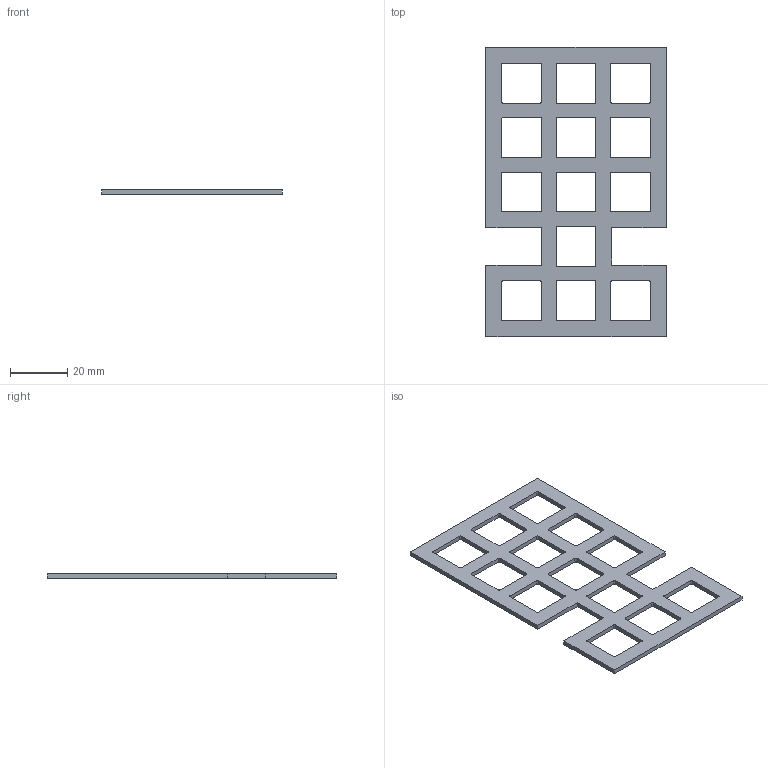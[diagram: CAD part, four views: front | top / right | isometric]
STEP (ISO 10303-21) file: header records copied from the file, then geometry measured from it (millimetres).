
FILE_DESCRIPTION(/* description */ (''),/* implementation_level */ '2;1');
FILE_NAME(/* name */ 'ArrowPad PLATE.step',/* time_stamp */ '2025-08-31T00:49:46+01:00',/* author */ (''),/* organization */ (''),/* preprocessor_version */ 'ST-DEVELOPER v20.1',/* originating_system */ 'Autodesk Translation Framework v14.10.0.0',/* authorisation */ '');
FILE_SCHEMA (('AUTOMOTIVE_DESIGN { 1 0 10303 214 3 1 1 }'));
Length unit declared in the file: millimetre
Products named in the file (1): 2025-08-31-00-38-40-975
Bounding box: 63.15 x 101.25 x 1.6 mm (x, y, z)
Volume: 5351 mm3; surface area: 8485.5 mm2
Topology: 1 solids, 1 shells, 118 faces, 350 edges, 234 vertices
Faces by surface type: plane 66, cylinder 52
Entity records: 4066 total; most frequent: CARTESIAN_POINT 703, ORIENTED_EDGE 700, DIRECTION 692, EDGE_CURVE 350, LINE 246, VECTOR 246, VERTEX_POINT 234, AXIS2_PLACEMENT_3D 223
